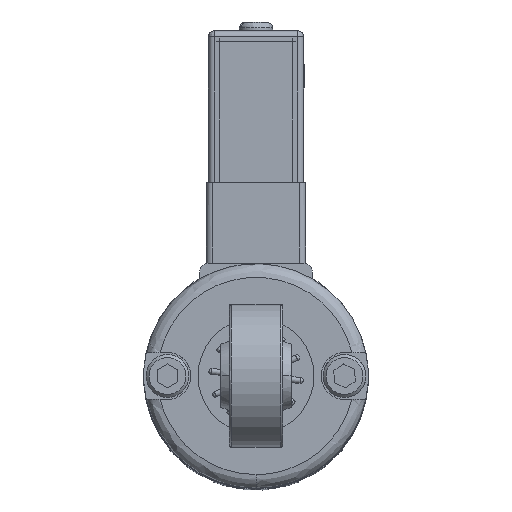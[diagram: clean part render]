
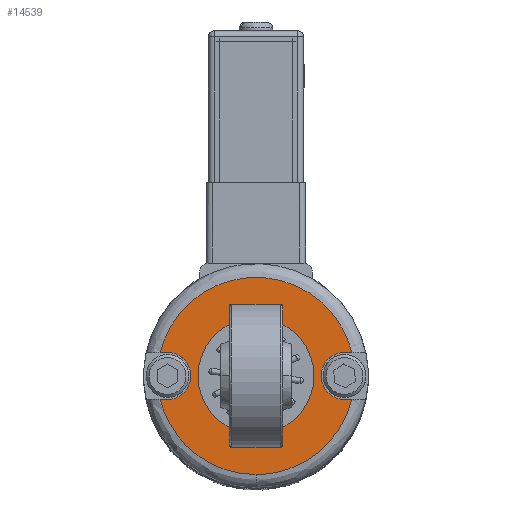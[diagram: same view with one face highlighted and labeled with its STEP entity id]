
A CAD part, top view. The second image highlights one B-rep face of the part: STEP entity #14539.
In plain terms, the highlighted planar face has unit normal (0, 0, 1).
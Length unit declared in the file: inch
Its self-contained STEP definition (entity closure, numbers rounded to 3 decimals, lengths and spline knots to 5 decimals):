
#124 = EDGE_CURVE ( 'NONE', #14562, #14562, #19187, .T. ) ;
#463 = ORIENTED_EDGE ( 'NONE', *, *, #14007, .T. ) ;
#469 = VERTEX_POINT ( 'NONE', #19451 ) ;
#914 = VERTEX_POINT ( 'NONE', #17051 ) ;
#1475 = VERTEX_POINT ( 'NONE', #14221 ) ;
#1622 = DIRECTION ( 'NONE',  ( 0., -1., 0. ) ) ;
#1768 = CARTESIAN_POINT ( 'NONE',  ( -0.3878, -0.03501, 3.01181 ) ) ;
#1796 = VERTEX_POINT ( 'NONE', #8568 ) ;
#1933 = ORIENTED_EDGE ( 'NONE', *, *, #4559, .F. ) ;
#2546 = AXIS2_PLACEMENT_3D ( 'NONE', #14779, #18788, #1622 ) ;
#2779 =( BOUNDED_CURVE ( )  B_SPLINE_CURVE ( 3, ( #16544, #24168, #5878, #7895 ),
 .UNSPECIFIED., .F., .T. ) 
 B_SPLINE_CURVE_WITH_KNOTS ( ( 4, 4 ),
 ( 0., 1. ),
 .UNSPECIFIED. ) 
 CURVE ( )  GEOMETRIC_REPRESENTATION_ITEM ( )  RATIONAL_B_SPLINE_CURVE ( ( 0.922, 0.454, 0.454, 0.922 ) ) 
 REPRESENTATION_ITEM ( '' )  );
#2825 = CARTESIAN_POINT ( 'NONE',  ( 0.63845, -0.19052, 3.01181 ) ) ;
#4116 = DIRECTION ( 'NONE',  ( 0., 0., -1. ) ) ;
#4559 = EDGE_CURVE ( 'NONE', #12773, #1796, #5470, .T. ) ;
#4589 = DIRECTION ( 'NONE',  ( 0., -1., 0. ) ) ;
#4752 = AXIS2_PLACEMENT_3D ( 'NONE', #20350, #23735, #4589 ) ;
#4759 = CARTESIAN_POINT ( 'NONE',  ( -0.59055, 0.1205, 3.01181 ) ) ;
#4901 = CARTESIAN_POINT ( 'NONE',  ( 0.72373, -0.19052, 3.01181 ) ) ;
#5470 =( BOUNDED_CURVE ( )  B_SPLINE_CURVE ( 3, ( #14674, #13036, #10809, #18429 ),
 .UNSPECIFIED., .F., .F. ) 
 B_SPLINE_CURVE_WITH_KNOTS ( ( 4, 4 ),
 ( 0., 1. ),
 .UNSPECIFIED. ) 
 CURVE ( )  GEOMETRIC_REPRESENTATION_ITEM ( )  RATIONAL_B_SPLINE_CURVE ( ( 0.957, 0.817, 0.813, 0.944 ) ) 
 REPRESENTATION_ITEM ( '' )  );
#5878 = CARTESIAN_POINT ( 'NONE',  ( 0.42615, 0.95597, 3.01181 ) ) ;
#6830 = DIRECTION ( 'NONE',  ( 0., 0., 1. ) ) ;
#6842 = LINE ( 'NONE', #10605, #22309 ) ;
#6982 = VECTOR ( 'NONE', #23925, 39.37008 ) ;
#7221 = VERTEX_POINT ( 'NONE', #8026 ) ;
#7282 = DIRECTION ( 'NONE',  ( -1., 0., 0. ) ) ;
#7659 = ORIENTED_EDGE ( 'NONE', *, *, #14005, .T. ) ;
#7895 = CARTESIAN_POINT ( 'NONE',  ( 0.63083, 0.1205, 3.01181 ) ) ;
#8026 = CARTESIAN_POINT ( 'NONE',  ( 0.58268, 0.1205, 3.01181 ) ) ;
#8219 = EDGE_LOOP ( 'NONE', ( #24051 ) ) ;
#8316 = EDGE_CURVE ( 'NONE', #13065, #12773, #8659, .T. ) ;
#8568 = CARTESIAN_POINT ( 'NONE',  ( -0.63871, -0.19052, 3.01181 ) ) ;
#8659 =( BOUNDED_CURVE ( )  B_SPLINE_CURVE ( 3, ( #24650, #24282, #20524, #20290 ),
 .UNSPECIFIED., .F., .T. ) 
 B_SPLINE_CURVE_WITH_KNOTS ( ( 4, 4 ),
 ( 0., 1. ),
 .UNSPECIFIED. ) 
 CURVE ( )  GEOMETRIC_REPRESENTATION_ITEM ( )  RATIONAL_B_SPLINE_CURVE ( ( 0.944, 0.813, 0.817, 0.957 ) ) 
 REPRESENTATION_ITEM ( '' )  );
#8763 = EDGE_LOOP ( 'NONE', ( #15994, #16262, #463, #7659, #16923, #1933, #12187, #11278, #17360 ) ) ;
#9136 = VECTOR ( 'NONE', #12891, 39.37008 ) ;
#9301 = VERTEX_POINT ( 'NONE', #4759 ) ;
#10425 = CARTESIAN_POINT ( 'NONE',  ( 0.72373, 0.1205, 3.01181 ) ) ;
#10482 = DIRECTION ( 'NONE',  ( 1., 0., 0. ) ) ;
#10605 = CARTESIAN_POINT ( 'NONE',  ( -0.7316, 0.1205, 3.01181 ) ) ;
#10809 = CARTESIAN_POINT ( 'NONE',  ( -0.56392, -0.4958, 3.01181 ) ) ;
#10811 = AXIS2_PLACEMENT_3D ( 'NONE', #20217, #6830, #7282 ) ;
#11278 = ORIENTED_EDGE ( 'NONE', *, *, #17890, .T. ) ;
#11350 = CIRCLE ( 'NONE', #2546, 0.15551 ) ;
#11768 = PLANE ( 'NONE',  #23548 ) ;
#12187 = ORIENTED_EDGE ( 'NONE', *, *, #8316, .F. ) ;
#12773 = VERTEX_POINT ( 'NONE', #16539 ) ;
#12891 = DIRECTION ( 'NONE',  ( -1., 0., 0. ) ) ;
#13036 = CARTESIAN_POINT ( 'NONE',  ( -0.31665, -0.68855, 3.01181 ) ) ;
#13065 = VERTEX_POINT ( 'NONE', #15332 ) ;
#13369 = EDGE_CURVE ( 'NONE', #469, #7221, #14418, .T. ) ;
#13641 = FACE_BOUND ( 'NONE', #8219, .T. ) ;
#14005 = EDGE_CURVE ( 'NONE', #9301, #1475, #15540, .T. ) ;
#14007 = EDGE_CURVE ( 'NONE', #914, #9301, #6842, .T. ) ;
#14063 = EDGE_CURVE ( 'NONE', #1796, #1475, #19989, .T. ) ;
#14138 = DIRECTION ( 'NONE',  ( 0., 1., 0. ) ) ;
#14221 = CARTESIAN_POINT ( 'NONE',  ( -0.59055, -0.19052, 3.01181 ) ) ;
#14234 = DIRECTION ( 'NONE',  ( 1., 0., 0. ) ) ;
#14418 = LINE ( 'NONE', #10425, #9136 ) ;
#14539 = ADVANCED_FACE ( 'NONE', ( #15039, #13641 ), #11768, .F. ) ;
#14562 = VERTEX_POINT ( 'NONE', #1768 ) ;
#14674 = CARTESIAN_POINT ( 'NONE',  ( -0.00394, -0.68855, 3.01181 ) ) ;
#14779 = CARTESIAN_POINT ( 'NONE',  ( 0.58268, -0.03501, 3.01181 ) ) ;
#15039 = FACE_OUTER_BOUND ( 'NONE', #8763, .T. ) ;
#15332 = CARTESIAN_POINT ( 'NONE',  ( 0.63083, -0.19052, 3.01181 ) ) ;
#15540 = CIRCLE ( 'NONE', #4752, 0.15551 ) ;
#15649 = CARTESIAN_POINT ( 'NONE',  ( 0.63845, 0.62638, 3.01181 ) ) ;
#15994 = ORIENTED_EDGE ( 'NONE', *, *, #13369, .F. ) ;
#16262 = ORIENTED_EDGE ( 'NONE', *, *, #21164, .F. ) ;
#16539 = CARTESIAN_POINT ( 'NONE',  ( -0.00394, -0.68855, 3.01181 ) ) ;
#16544 = CARTESIAN_POINT ( 'NONE',  ( -0.63871, 0.1205, 3.01181 ) ) ;
#16923 = ORIENTED_EDGE ( 'NONE', *, *, #14063, .F. ) ;
#17051 = CARTESIAN_POINT ( 'NONE',  ( -0.63871, 0.1205, 3.01181 ) ) ;
#17056 = EDGE_CURVE ( 'NONE', #7221, #24184, #11350, .T. ) ;
#17360 = ORIENTED_EDGE ( 'NONE', *, *, #17056, .F. ) ;
#17890 = EDGE_CURVE ( 'NONE', #13065, #24184, #20407, .T. ) ;
#18429 = CARTESIAN_POINT ( 'NONE',  ( -0.63871, -0.19052, 3.01181 ) ) ;
#18788 = DIRECTION ( 'NONE',  ( 0., 0., 1. ) ) ;
#19187 = CIRCLE ( 'NONE', #10811, 0.38386 ) ;
#19451 = CARTESIAN_POINT ( 'NONE',  ( 0.63083, 0.1205, 3.01181 ) ) ;
#19989 = LINE ( 'NONE', #2825, #20324 ) ;
#20217 = CARTESIAN_POINT ( 'NONE',  ( -0.00394, -0.03501, 3.01181 ) ) ;
#20290 = CARTESIAN_POINT ( 'NONE',  ( -0.00394, -0.68855, 3.01181 ) ) ;
#20324 = VECTOR ( 'NONE', #10482, 39.37008 ) ;
#20350 = CARTESIAN_POINT ( 'NONE',  ( -0.59055, -0.03501, 3.01181 ) ) ;
#20407 = LINE ( 'NONE', #4901, #6982 ) ;
#20524 = CARTESIAN_POINT ( 'NONE',  ( 0.30878, -0.68855, 3.01181 ) ) ;
#21164 = EDGE_CURVE ( 'NONE', #914, #469, #2779, .T. ) ;
#22309 = VECTOR ( 'NONE', #14234, 39.37008 ) ;
#22753 = CARTESIAN_POINT ( 'NONE',  ( 0.58268, -0.19052, 3.01181 ) ) ;
#23548 = AXIS2_PLACEMENT_3D ( 'NONE', #15649, #4116, #14138 ) ;
#23735 = DIRECTION ( 'NONE',  ( 0., 0., -1. ) ) ;
#23925 = DIRECTION ( 'NONE',  ( -1., 0., 0. ) ) ;
#24051 = ORIENTED_EDGE ( 'NONE', *, *, #124, .F. ) ;
#24168 = CARTESIAN_POINT ( 'NONE',  ( -0.43403, 0.95597, 3.01181 ) ) ;
#24184 = VERTEX_POINT ( 'NONE', #22753 ) ;
#24282 = CARTESIAN_POINT ( 'NONE',  ( 0.55604, -0.4958, 3.01181 ) ) ;
#24650 = CARTESIAN_POINT ( 'NONE',  ( 0.63083, -0.19052, 3.01181 ) ) ;
